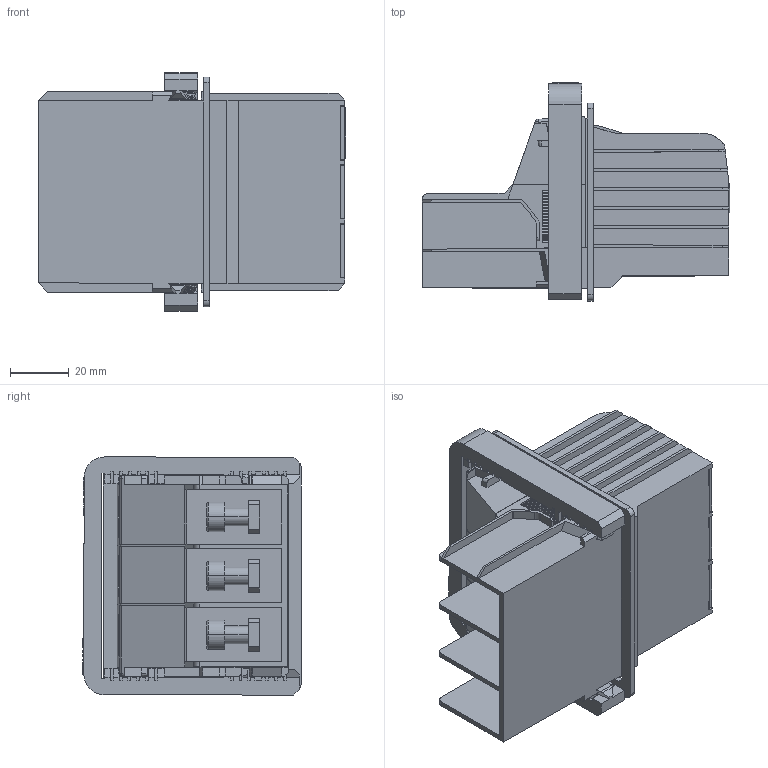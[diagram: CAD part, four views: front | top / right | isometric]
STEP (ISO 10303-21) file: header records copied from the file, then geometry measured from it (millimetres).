
FILE_DESCRIPTION(('Creo Elements/Direct Modeling STEP Export'),'2;1');
FILE_NAME('model.stp','2018-02-10T 7:37:42',(''),(''),'Creo Elements/Direct Modeling STEP processor for AP214 (Solid Model)','Creo Elements/Direct Modeling 18.1I 14-Aug-2016 (C) Parametric Technology GmbH','');
FILE_SCHEMA(('AUTOMOTIVE_DESIGN { 1 0 10303 214 1 1 1 1 }'));
Length unit declared in the file: millimetre
Products named in the file (4): TW50_6-Wendeklemmkeil.1.1; SCHR.ISKT_M6x10.5; TW50_6-Gehaeuse; TW_50_3_CL
Assembly tree (5 placements, depth 2):
  TW_50_3_CL
    SCHR.ISKT_M6x10.5  x3
    TW50_6-Gehaeuse
    TW50_6-Wendeklemmkeil.1.1
Bounding box: 104.43 x 74.06 x 80.85 mm (x, y, z)
Volume: 218923.9 mm3; surface area: 72275.8 mm2
Topology: 5 solids, 5 shells, 1460 faces, 4110 edges, 2674 vertices
Faces by surface type: plane 1133, cylinder 274, bspline 27, cone 18, torus 6, sphere 2
Entity records: 77574 total; most frequent: CARTESIAN_POINT 31759, ORIENTED_EDGE 7940, DIRECTION 6367, EDGE_CURVE 3970, VECTOR 3003, LINE 3003, VERTEX_POINT 2596, AXIS2_PLACEMENT_3D 1682
